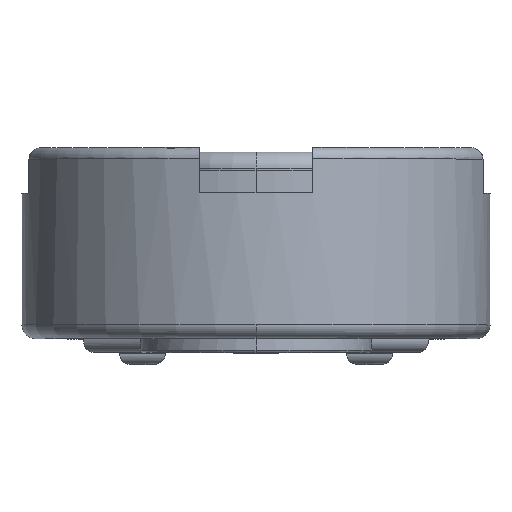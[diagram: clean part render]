
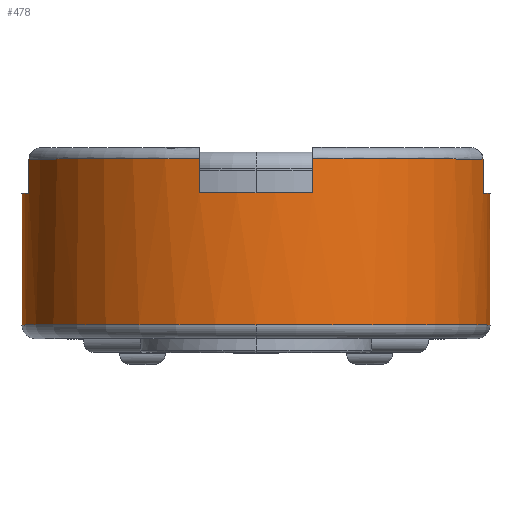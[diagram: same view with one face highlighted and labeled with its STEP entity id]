
A CAD part, top view. The second image highlights one B-rep face of the part: STEP entity #478.
In plain terms, the highlighted cylindrical face has radius 2.028 mm (diameter 4.055 mm), a partial arc.
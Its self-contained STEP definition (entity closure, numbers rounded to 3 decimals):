
#478=ADVANCED_FACE('NONE',(#1004),#1005,.T.);
#1004=FACE_OUTER_BOUND('',#1637,.T.);
#1005=CYLINDRICAL_SURFACE('',#1638,2.028);
#1637=EDGE_LOOP('',(#3049,#3050,#3051,#3052,#3053,#3054,#3055,#3056,#3057,#3058,#3059,#3060,#3061,#3062,#3063));
#1638=AXIS2_PLACEMENT_3D('',#3064,#3065,#3066);
#3049=ORIENTED_EDGE('',*,*,#4082,.F.);
#3050=ORIENTED_EDGE('',*,*,#3818,.F.);
#3051=ORIENTED_EDGE('',*,*,#3989,.T.);
#3052=ORIENTED_EDGE('',*,*,#4071,.T.);
#3053=ORIENTED_EDGE('',*,*,#4083,.T.);
#3054=ORIENTED_EDGE('',*,*,#4084,.F.);
#3055=ORIENTED_EDGE('',*,*,#4046,.T.);
#3056=ORIENTED_EDGE('',*,*,#3972,.F.);
#3057=ORIENTED_EDGE('',*,*,#3877,.T.);
#3058=ORIENTED_EDGE('',*,*,#3897,.F.);
#3059=ORIENTED_EDGE('',*,*,#4031,.F.);
#3060=ORIENTED_EDGE('',*,*,#4085,.F.);
#3061=ORIENTED_EDGE('',*,*,#3577,.T.);
#3062=ORIENTED_EDGE('',*,*,#4019,.F.);
#3063=ORIENTED_EDGE('',*,*,#4065,.T.);
#3064=CARTESIAN_POINT('',(0.,0.937,1.043));
#3065=DIRECTION('',(0.,-1.0,0.0));
#3066=DIRECTION('',(-1.0,0.,0.0));
#3577=EDGE_CURVE('NONE',#4336,#4333,#4337,.T.);
#3818=EDGE_CURVE('NONE',#4729,#4731,#4732,.T.);
#3877=EDGE_CURVE('NONE',#4811,#4808,#4812,.T.);
#3897=EDGE_CURVE('NONE',#4839,#4808,#4841,.T.);
#3972=EDGE_CURVE('NONE',#4811,#4946,#4947,.T.);
#3989=EDGE_CURVE('NONE',#4729,#4967,#4969,.T.);
#4019=EDGE_CURVE('NONE',#5005,#4333,#5007,.T.);
#4031=EDGE_CURVE('NONE',#5021,#4839,#5023,.T.);
#4046=EDGE_CURVE('NONE',#5041,#4946,#5042,.T.);
#4065=EDGE_CURVE('NONE',#5005,#5060,#5062,.T.);
#4071=EDGE_CURVE('NONE',#4967,#5067,#5069,.T.);
#4082=EDGE_CURVE('',#4731,#5060,#5080,.T.);
#4083=EDGE_CURVE('NONE',#5067,#4437,#5081,.T.);
#4084=EDGE_CURVE('',#5041,#4437,#5082,.T.);
#4085=EDGE_CURVE('NONE',#4336,#5021,#5083,.T.);
#4333=VERTEX_POINT('NONE',#5431);
#4336=VERTEX_POINT('NONE',#5439);
#4337=CIRCLE('',#5440,2.028);
#4437=VERTEX_POINT('NONE',#5592);
#4729=VERTEX_POINT('NONE',#6101);
#4731=VERTEX_POINT('NONE',#6103);
#4732=LINE('',#6104,#6105);
#4808=VERTEX_POINT('NONE',#6237);
#4811=VERTEX_POINT('NONE',#6245);
#4812=CIRCLE('',#6246,2.028);
#4839=VERTEX_POINT('NONE',#6298);
#4841=LINE('',#6301,#6302);
#4946=VERTEX_POINT('NONE',#6468);
#4947=LINE('',#6469,#6470);
#4967=VERTEX_POINT('',#6499);
#4969=CIRCLE('',#6501,2.028);
#5005=VERTEX_POINT('NONE',#6560);
#5007=LINE('',#6563,#6564);
#5021=VERTEX_POINT('NONE',#6582);
#5023=CIRCLE('',#6585,2.028);
#5041=VERTEX_POINT('',#6610);
#5042=CIRCLE('',#6611,2.028);
#5060=VERTEX_POINT('',#6646);
#5062=CIRCLE('',#6648,2.028);
#5067=VERTEX_POINT('NONE',#6653);
#5069=CIRCLE('',#6655,2.028);
#5080=LINE('',#6673,#6674);
#5081=LINE('',#6675,#6676);
#5082=LINE('',#6677,#6678);
#5083=LINE('',#6679,#6680);
#5431=CARTESIAN_POINT('',(-1.967,0.839,1.535));
#5439=CARTESIAN_POINT('',(-0.492,0.839,3.01));
#5440=AXIS2_PLACEMENT_3D('',#6922,#6923,#6924);
#5592=CARTESIAN_POINT('',(2.028,-0.323,1.043));
#6101=CARTESIAN_POINT('',(-2.028,-0.598,1.043));
#6103=CARTESIAN_POINT('',(-2.028,-0.323,1.043));
#6104=CARTESIAN_POINT('',(-2.028,-0.717,1.043));
#6105=VECTOR('',#7187,393.7);
#6237=CARTESIAN_POINT('',(0.492,0.839,3.01));
#6245=CARTESIAN_POINT('',(1.967,0.839,1.535));
#6246=AXIS2_PLACEMENT_3D('',#7239,#7240,#7241);
#6298=CARTESIAN_POINT('',(0.492,0.543,3.01));
#6301=CARTESIAN_POINT('',(0.492,0.937,3.01));
#6302=VECTOR('',#7256,393.7);
#6468=CARTESIAN_POINT('',(1.967,0.543,1.535));
#6469=CARTESIAN_POINT('',(1.967,0.937,1.535));
#6470=VECTOR('',#7361,393.7);
#6499=CARTESIAN_POINT('',(0.,-0.598,3.071));
#6501=AXIS2_PLACEMENT_3D('',#7374,#7375,#7376);
#6560=CARTESIAN_POINT('',(-1.967,0.543,1.535));
#6563=CARTESIAN_POINT('',(-1.967,0.937,1.535));
#6564=VECTOR('',#7403,393.7);
#6582=CARTESIAN_POINT('',(-0.492,0.543,3.01));
#6585=AXIS2_PLACEMENT_3D('',#7415,#7416,#7417);
#6610=CARTESIAN_POINT('',(2.028,0.543,1.043));
#6611=AXIS2_PLACEMENT_3D('',#7431,#7432,#7433);
#6646=CARTESIAN_POINT('',(-2.028,0.543,1.043));
#6648=AXIS2_PLACEMENT_3D('',#7447,#7448,#7449);
#6653=CARTESIAN_POINT('',(2.028,-0.598,1.043));
#6655=AXIS2_PLACEMENT_3D('',#7456,#7457,#7458);
#6673=CARTESIAN_POINT('',(-2.028,0.12,1.043));
#6674=VECTOR('',#7463,1.0);
#6675=CARTESIAN_POINT('',(2.028,-0.717,1.043));
#6676=VECTOR('',#7464,393.7);
#6677=CARTESIAN_POINT('',(2.028,0.12,1.043));
#6678=VECTOR('',#7465,1.0);
#6679=CARTESIAN_POINT('',(-0.492,0.937,3.01));
#6680=VECTOR('',#7466,393.7);
#6922=CARTESIAN_POINT('',(0.,0.839,1.043));
#6923=DIRECTION('',(0.0,-1.0,0.0));
#6924=DIRECTION('',(0.0,0.0,-1.0));
#7187=DIRECTION('',(0.0,1.0,0.0));
#7239=CARTESIAN_POINT('',(0.,0.839,1.043));
#7240=DIRECTION('',(0.0,-1.0,0.0));
#7241=DIRECTION('',(0.0,0.0,-1.0));
#7256=DIRECTION('',(0.,1.0,0.0));
#7361=DIRECTION('',(0.,-1.0,0.0));
#7374=CARTESIAN_POINT('',(0.,-0.598,1.043));
#7375=DIRECTION('',(0.0,1.0,0.0));
#7376=DIRECTION('',(0.0,0.0,-1.0));
#7403=DIRECTION('',(0.,1.0,0.0));
#7415=CARTESIAN_POINT('',(0.,0.543,1.043));
#7416=DIRECTION('',(0.0,1.0,0.0));
#7417=DIRECTION('',(0.0,0.0,-1.0));
#7431=CARTESIAN_POINT('',(0.,0.543,1.043));
#7432=DIRECTION('',(0.0,-1.0,0.0));
#7433=DIRECTION('',(0.,0.0,1.0));
#7447=CARTESIAN_POINT('',(0.,0.543,1.043));
#7448=DIRECTION('',(0.0,-1.0,0.0));
#7449=DIRECTION('',(0.0,0.0,1.0));
#7456=CARTESIAN_POINT('',(0.,-0.598,1.043));
#7457=DIRECTION('',(0.0,1.0,0.0));
#7458=DIRECTION('',(0.0,0.0,-1.0));
#7463=DIRECTION('',(0.,1.0,-0.0));
#7464=DIRECTION('',(0.0,1.0,0.0));
#7465=DIRECTION('',(0.,-1.0,0.0));
#7466=DIRECTION('',(0.,-1.0,0.0));
